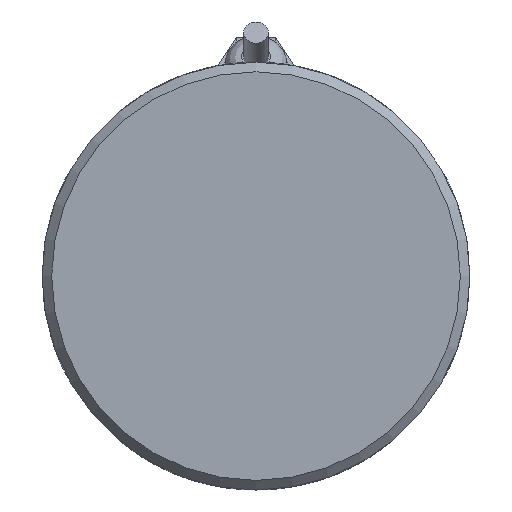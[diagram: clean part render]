
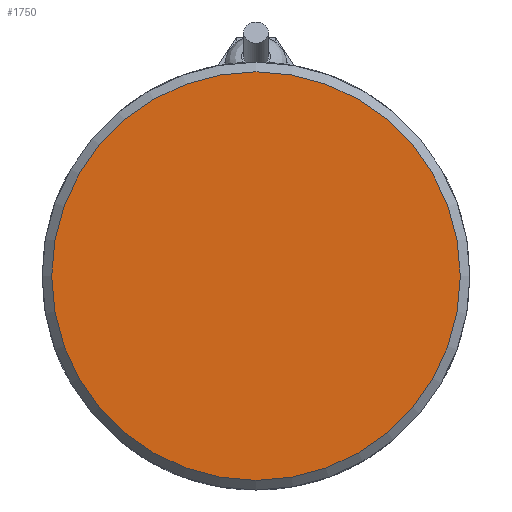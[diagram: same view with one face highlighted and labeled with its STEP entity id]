
A CAD part, left-side view. The second image highlights one B-rep face of the part: STEP entity #1750.
In plain terms, the highlighted planar face has unit normal (-1, 0, 0).
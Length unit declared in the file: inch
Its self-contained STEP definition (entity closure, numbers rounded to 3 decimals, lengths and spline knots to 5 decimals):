
#174=PLANE('',#1892);
#263=FACE_OUTER_BOUND('',#372,.T.);
#372=EDGE_LOOP('',(#1471));
#649=CIRCLE('',#1890,1.67126);
#792=VERTEX_POINT('',#5105);
#1031=EDGE_CURVE('',#792,#792,#649,.T.);
#1471=ORIENTED_EDGE('',*,*,#1031,.F.);
#1750=ADVANCED_FACE('',(#263),#174,.F.);
#1890=AXIS2_PLACEMENT_3D('',#5106,#2223,#2224);
#1892=AXIS2_PLACEMENT_3D('',#5110,#2228,#2229);
#2223=DIRECTION('center_axis',(1.,0.,0.));
#2224=DIRECTION('ref_axis',(0.,0.,-1.));
#2228=DIRECTION('center_axis',(1.,0.,0.));
#2229=DIRECTION('ref_axis',(0.,0.,-1.));
#5105=CARTESIAN_POINT('',(-7.44,0.,1.67126));
#5106=CARTESIAN_POINT('Origin',(-7.44,0.,0.));
#5110=CARTESIAN_POINT('Origin',(-7.44,0.,0.));
